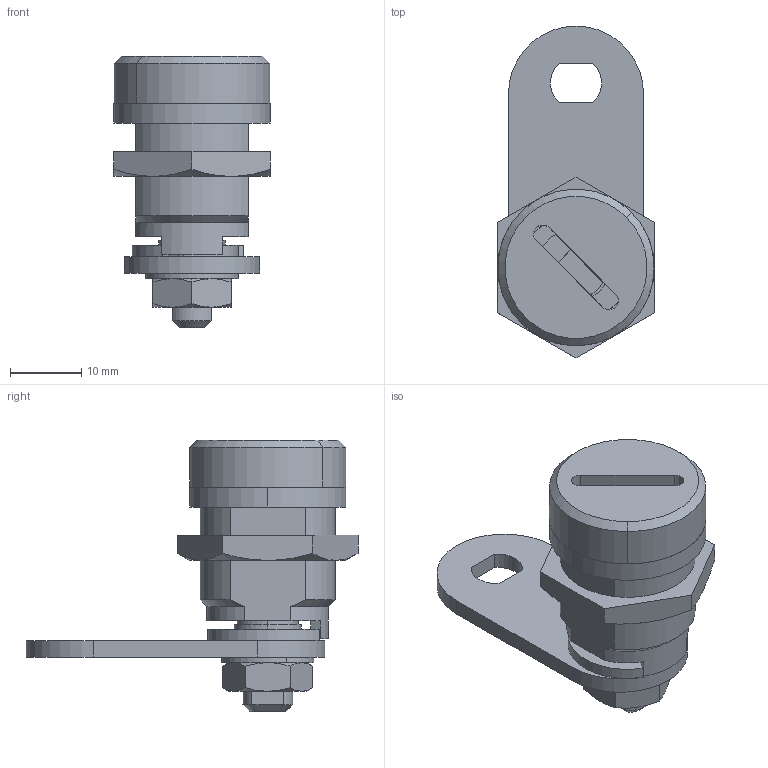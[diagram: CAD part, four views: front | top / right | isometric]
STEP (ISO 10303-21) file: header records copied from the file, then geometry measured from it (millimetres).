
FILE_DESCRIPTION (( 'STEP AP203' ), '1' );
FILE_NAME ('C-484.STEP', '2022-08-05T00:20:51', ( '' ), ( '' ), 'SwSTEP 2.0', 'SolidWorks 2021', '' );
FILE_SCHEMA (( 'CONFIG_CONTROL_DESIGN' ));
Length unit declared in the file: millimetre
Products named in the file (9): C-484_M19六角ナット_; C-484_ハウジング_; C-484; C-484_ローター_; C-484_止め金_; C-484_ストップカム_; C-484_M7歯付き座金_; C-484_M7六角ナット_; C-484_ローターキャップ_
Assembly tree (8 placements, depth 2):
  C-484
    C-484_ハウジング_
    C-484_ローターキャップ_
    C-484_ローター_
    C-484_ストップカム_
    C-484_M19六角ナット_
    C-484_M7歯付き座金_
    C-484_M7六角ナット_
    C-484_止め金_
Bounding box: 22 x 46.7 x 38.2 mm (x, y, z)
Volume: 9702.8 mm3; surface area: 9066 mm2
Topology: 8 solids, 8 shells, 164 faces, 396 edges, 254 vertices
Faces by surface type: plane 76, cylinder 62, cone 26
Entity records: 5923 total; most frequent: CARTESIAN_POINT 1041, DIRECTION 866, ORIENTED_EDGE 792, EDGE_CURVE 396, AXIS2_PLACEMENT_3D 339, VERTEX_POINT 254, VECTOR 188, LINE 188
